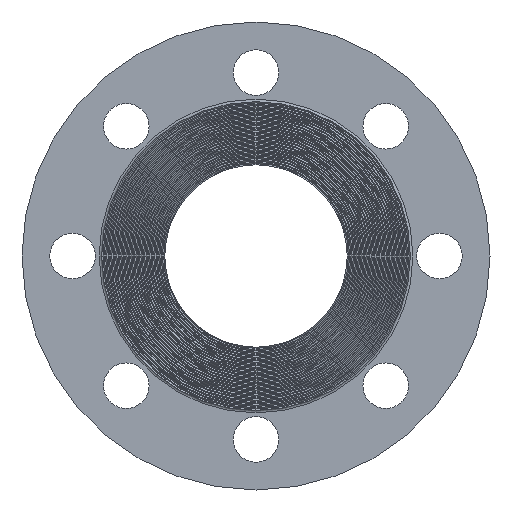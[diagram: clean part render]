
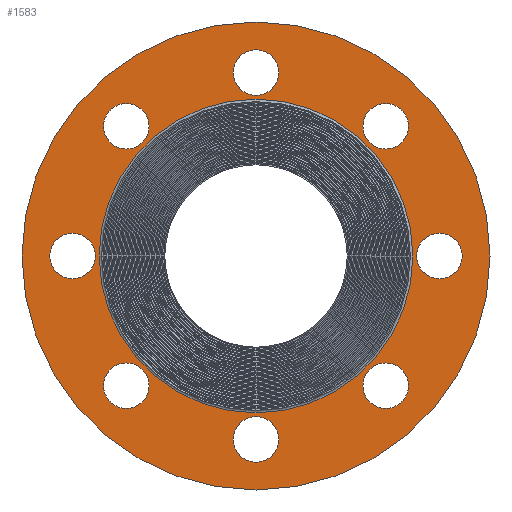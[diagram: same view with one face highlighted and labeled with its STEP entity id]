
A CAD part, left-side view. The second image highlights one B-rep face of the part: STEP entity #1583.
In plain terms, the highlighted planar face has unit normal (-1, 0, 0).
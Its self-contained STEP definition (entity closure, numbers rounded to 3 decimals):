
#15=FACE_BOUND('',#395,.T.);
#16=FACE_BOUND('',#396,.T.);
#17=FACE_BOUND('',#397,.T.);
#18=FACE_BOUND('',#398,.T.);
#19=FACE_BOUND('',#399,.T.);
#20=FACE_BOUND('',#400,.T.);
#21=FACE_BOUND('',#401,.T.);
#22=FACE_BOUND('',#402,.T.);
#23=FACE_BOUND('',#403,.T.);
#34=PLANE('',#1820);
#314=FACE_OUTER_BOUND('',#394,.T.);
#394=EDGE_LOOP('',(#1391,#1392));
#395=EDGE_LOOP('',(#1393));
#396=EDGE_LOOP('',(#1394));
#397=EDGE_LOOP('',(#1395));
#398=EDGE_LOOP('',(#1396));
#399=EDGE_LOOP('',(#1397));
#400=EDGE_LOOP('',(#1398));
#401=EDGE_LOOP('',(#1399));
#402=EDGE_LOOP('',(#1400));
#403=EDGE_LOOP('',(#1401,#1402));
#446=CIRCLE('',#1639,9.);
#448=CIRCLE('',#1642,9.);
#450=CIRCLE('',#1645,9.);
#452=CIRCLE('',#1648,9.);
#555=CIRCLE('',#1802,9.);
#557=CIRCLE('',#1805,9.);
#559=CIRCLE('',#1808,9.);
#561=CIRCLE('',#1811,9.);
#566=CIRCLE('',#1818,62.);
#567=CIRCLE('',#1819,62.);
#568=CIRCLE('',#1821,92.5);
#569=CIRCLE('',#1822,92.5);
#622=VERTEX_POINT('',#2524);
#624=VERTEX_POINT('',#2530);
#626=VERTEX_POINT('',#2536);
#628=VERTEX_POINT('',#2542);
#731=VERTEX_POINT('',#2850);
#733=VERTEX_POINT('',#2856);
#735=VERTEX_POINT('',#2862);
#737=VERTEX_POINT('',#2868);
#741=VERTEX_POINT('',#2880);
#742=VERTEX_POINT('',#2882);
#743=VERTEX_POINT('',#2886);
#744=VERTEX_POINT('',#2887);
#796=EDGE_CURVE('',#622,#622,#446,.T.);
#799=EDGE_CURVE('',#624,#624,#448,.T.);
#802=EDGE_CURVE('',#626,#626,#450,.T.);
#805=EDGE_CURVE('',#628,#628,#452,.T.);
#959=EDGE_CURVE('',#731,#731,#555,.T.);
#962=EDGE_CURVE('',#733,#733,#557,.T.);
#965=EDGE_CURVE('',#735,#735,#559,.T.);
#968=EDGE_CURVE('',#737,#737,#561,.T.);
#974=EDGE_CURVE('',#742,#741,#566,.T.);
#975=EDGE_CURVE('',#741,#742,#567,.T.);
#976=EDGE_CURVE('',#743,#744,#568,.T.);
#977=EDGE_CURVE('',#744,#743,#569,.T.);
#1391=ORIENTED_EDGE('',*,*,#976,.F.);
#1392=ORIENTED_EDGE('',*,*,#977,.F.);
#1393=ORIENTED_EDGE('',*,*,#796,.T.);
#1394=ORIENTED_EDGE('',*,*,#799,.T.);
#1395=ORIENTED_EDGE('',*,*,#802,.T.);
#1396=ORIENTED_EDGE('',*,*,#805,.T.);
#1397=ORIENTED_EDGE('',*,*,#959,.T.);
#1398=ORIENTED_EDGE('',*,*,#962,.T.);
#1399=ORIENTED_EDGE('',*,*,#965,.T.);
#1400=ORIENTED_EDGE('',*,*,#968,.T.);
#1401=ORIENTED_EDGE('',*,*,#974,.T.);
#1402=ORIENTED_EDGE('',*,*,#975,.T.);
#1583=ADVANCED_FACE('',(#314,#15,#16,#17,#18,#19,#20,#21,#22,#23),#34,.T.);
#1639=AXIS2_PLACEMENT_3D('',#2526,#1919,#1920);
#1642=AXIS2_PLACEMENT_3D('',#2532,#1926,#1927);
#1645=AXIS2_PLACEMENT_3D('',#2538,#1933,#1934);
#1648=AXIS2_PLACEMENT_3D('',#2544,#1940,#1941);
#1802=AXIS2_PLACEMENT_3D('',#2852,#2299,#2300);
#1805=AXIS2_PLACEMENT_3D('',#2858,#2306,#2307);
#1808=AXIS2_PLACEMENT_3D('',#2864,#2313,#2314);
#1811=AXIS2_PLACEMENT_3D('',#2870,#2320,#2321);
#1818=AXIS2_PLACEMENT_3D('',#2883,#2335,#2336);
#1819=AXIS2_PLACEMENT_3D('',#2884,#2337,#2338);
#1820=AXIS2_PLACEMENT_3D('',#2885,#2339,#2340);
#1821=AXIS2_PLACEMENT_3D('',#2888,#2341,#2342);
#1822=AXIS2_PLACEMENT_3D('',#2889,#2343,#2344);
#1919=DIRECTION('center_axis',(1.,0.,0.));
#1920=DIRECTION('ref_axis',(0.,-0.707,0.707));
#1926=DIRECTION('center_axis',(1.,0.,0.));
#1927=DIRECTION('ref_axis',(0.,-0.707,0.707));
#1933=DIRECTION('center_axis',(1.,0.,0.));
#1934=DIRECTION('ref_axis',(0.,-0.707,0.707));
#1940=DIRECTION('center_axis',(1.,0.,0.));
#1941=DIRECTION('ref_axis',(0.,-0.707,0.707));
#2299=DIRECTION('center_axis',(1.,0.,0.));
#2300=DIRECTION('ref_axis',(0.,0.,1.));
#2306=DIRECTION('center_axis',(1.,0.,0.));
#2307=DIRECTION('ref_axis',(0.,0.,1.));
#2313=DIRECTION('center_axis',(1.,0.,0.));
#2314=DIRECTION('ref_axis',(0.,0.,1.));
#2320=DIRECTION('center_axis',(1.,0.,0.));
#2321=DIRECTION('ref_axis',(0.,0.,1.));
#2335=DIRECTION('center_axis',(1.,0.,0.));
#2336=DIRECTION('ref_axis',(0.,1.,0.));
#2337=DIRECTION('center_axis',(1.,0.,0.));
#2338=DIRECTION('ref_axis',(0.,1.,0.));
#2339=DIRECTION('center_axis',(-1.,0.,0.));
#2340=DIRECTION('ref_axis',(0.,0.,1.));
#2341=DIRECTION('center_axis',(1.,0.,0.));
#2342=DIRECTION('ref_axis',(0.,1.,0.));
#2343=DIRECTION('center_axis',(1.,0.,0.));
#2344=DIRECTION('ref_axis',(0.,1.,0.));
#2524=CARTESIAN_POINT('',(3.,6.364,-78.864));
#2526=CARTESIAN_POINT('Origin',(3.,0.,-72.5));
#2530=CARTESIAN_POINT('',(3.,78.864,-6.364));
#2532=CARTESIAN_POINT('Origin',(3.,72.5,0.));
#2536=CARTESIAN_POINT('',(3.,6.364,66.136));
#2538=CARTESIAN_POINT('Origin',(3.,0.,72.5));
#2542=CARTESIAN_POINT('',(3.,-66.136,-6.364));
#2544=CARTESIAN_POINT('Origin',(3.,-72.5,0.));
#2850=CARTESIAN_POINT('',(3.,-51.265,-60.265));
#2852=CARTESIAN_POINT('Origin',(3.,-51.265,-51.265));
#2856=CARTESIAN_POINT('',(3.,-51.265,42.265));
#2858=CARTESIAN_POINT('Origin',(3.,-51.265,51.265));
#2862=CARTESIAN_POINT('',(3.,51.265,42.265));
#2864=CARTESIAN_POINT('Origin',(3.,51.265,51.265));
#2868=CARTESIAN_POINT('',(3.,51.265,-60.265));
#2870=CARTESIAN_POINT('Origin',(3.,51.265,-51.265));
#2880=CARTESIAN_POINT('',(3.,0.,62.));
#2882=CARTESIAN_POINT('',(3.,62.,0.));
#2883=CARTESIAN_POINT('Origin',(3.,0.,0.));
#2884=CARTESIAN_POINT('Origin',(3.,0.,0.));
#2885=CARTESIAN_POINT('Origin',(3.,77.25,0.));
#2886=CARTESIAN_POINT('',(3.,92.5,0.));
#2887=CARTESIAN_POINT('',(3.,-92.5,0.));
#2888=CARTESIAN_POINT('Origin',(3.,0.,0.));
#2889=CARTESIAN_POINT('Origin',(3.,0.,0.));
